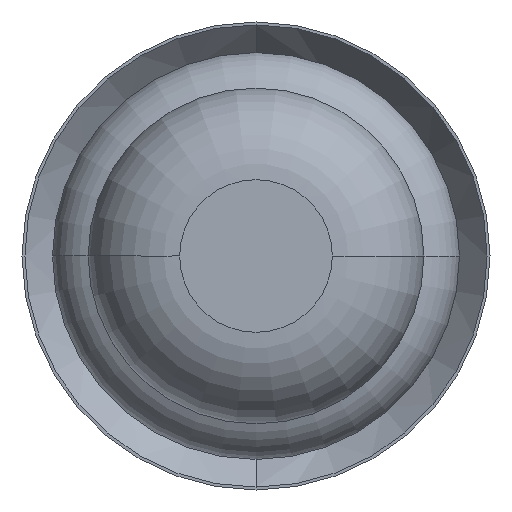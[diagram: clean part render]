
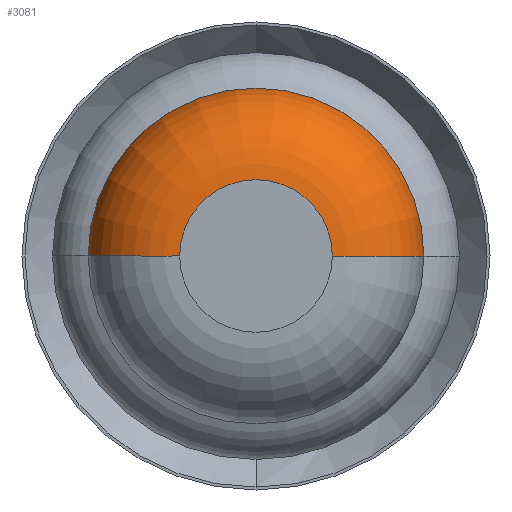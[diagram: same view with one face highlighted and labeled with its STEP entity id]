
A CAD part, front view. The second image highlights one B-rep face of the part: STEP entity #3081.
In plain terms, the highlighted toroidal (fillet/blend) face has major radius 0.375 mm and minor radius 0.45 mm.
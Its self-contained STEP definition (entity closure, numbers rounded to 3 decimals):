
#74 = CIRCLE ( 'NONE', #6355, 0.825 ) ;
#238 = ORIENTED_EDGE ( 'NONE', *, *, #5045, .F. ) ;
#419 = CIRCLE ( 'NONE', #877, 0.375 ) ;
#493 = CARTESIAN_POINT ( 'NONE',  ( 0.375, -32., 0. ) ) ;
#547 = AXIS2_PLACEMENT_3D ( 'NONE', #5969, #3429, #2054 ) ;
#687 = CARTESIAN_POINT ( 'NONE',  ( -0.375, -32., 0. ) ) ;
#874 = DIRECTION ( 'NONE',  ( 0., 0., 1. ) ) ;
#877 = AXIS2_PLACEMENT_3D ( 'NONE', #973, #5439, #5950 ) ;
#973 = CARTESIAN_POINT ( 'NONE',  ( 0., -32., 0. ) ) ;
#979 = EDGE_CURVE ( 'NONE', #3185, #4202, #2908, .T. ) ;
#1709 = DIRECTION ( 'NONE',  ( -1., 0., 0. ) ) ;
#1805 = EDGE_CURVE ( 'Defeature ausgef�hrt2_9+Defeature ausgef�hrt2_10+Defeature ausgef�hrt2_10+Defeature ausgef�hrt2_10', #3185, #6364, #74, .T. ) ;
#1853 = AXIS2_PLACEMENT_3D ( 'NONE', #2712, #4203, #1709 ) ;
#1880 = VERTEX_POINT ( 'NONE', #687 ) ;
#2054 = DIRECTION ( 'NONE',  ( 1., 0., 0. ) ) ;
#2479 = CARTESIAN_POINT ( 'NONE',  ( 0.825, -31.55, 0. ) ) ;
#2651 = ORIENTED_EDGE ( 'NONE', *, *, #1805, .T. ) ;
#2712 = CARTESIAN_POINT ( 'NONE',  ( 0.375, -31.55, 0. ) ) ;
#2908 = CIRCLE ( 'NONE', #1853, 0.45 ) ;
#3015 = DIRECTION ( 'NONE',  ( 0., -1., 0. ) ) ;
#3081 = ADVANCED_FACE ( 'Defeature ausgef�hrt2_9', ( #5529 ), #4059, .T. ) ;
#3185 = VERTEX_POINT ( 'NONE', #2479 ) ;
#3429 = DIRECTION ( 'NONE',  ( 0., -1., 0. ) ) ;
#3494 = CARTESIAN_POINT ( 'NONE',  ( -0.825, -31.55, 0. ) ) ;
#3586 = EDGE_CURVE ( 'NONE', #6364, #1880, #5454, .T. ) ;
#4040 = DIRECTION ( 'NONE',  ( 1., 0., 0. ) ) ;
#4059 = TOROIDAL_SURFACE ( 'NONE', #547, 0.375, 0.45 ) ;
#4202 = VERTEX_POINT ( 'NONE', #493 ) ;
#4203 = DIRECTION ( 'NONE',  ( 0., 0., -1. ) ) ;
#4819 = ORIENTED_EDGE ( 'NONE', *, *, #3586, .T. ) ;
#4829 = DIRECTION ( 'NONE',  ( 1., 0., 0. ) ) ;
#5045 = EDGE_CURVE ( 'Defeature ausgef�hrt2_8+Defeature ausgef�hrt2_9+Defeature ausgef�hrt2_9+Defeature ausgef�hrt2_9', #4202, #1880, #419, .T. ) ;
#5312 = CARTESIAN_POINT ( 'NONE',  ( -0.375, -31.55, 0. ) ) ;
#5422 = EDGE_LOOP ( 'NONE', ( #2651, #4819, #238, #5453 ) ) ;
#5439 = DIRECTION ( 'NONE',  ( 0., -1., 0. ) ) ;
#5453 = ORIENTED_EDGE ( 'NONE', *, *, #979, .F. ) ;
#5454 = CIRCLE ( 'NONE', #5903, 0.45 ) ;
#5498 = CARTESIAN_POINT ( 'NONE',  ( 0., -31.55, 0. ) ) ;
#5529 = FACE_OUTER_BOUND ( 'NONE', #5422, .T. ) ;
#5903 = AXIS2_PLACEMENT_3D ( 'NONE', #5312, #874, #4829 ) ;
#5950 = DIRECTION ( 'NONE',  ( 1., 0., 0. ) ) ;
#5969 = CARTESIAN_POINT ( 'NONE',  ( 0., -31.55, 0. ) ) ;
#6355 = AXIS2_PLACEMENT_3D ( 'NONE', #5498, #3015, #4040 ) ;
#6364 = VERTEX_POINT ( 'NONE', #3494 ) ;
